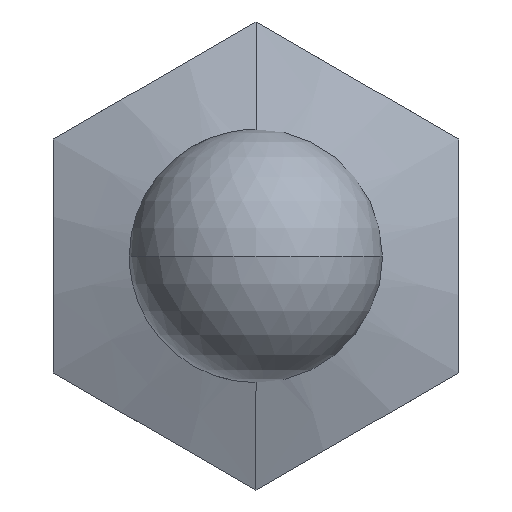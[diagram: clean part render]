
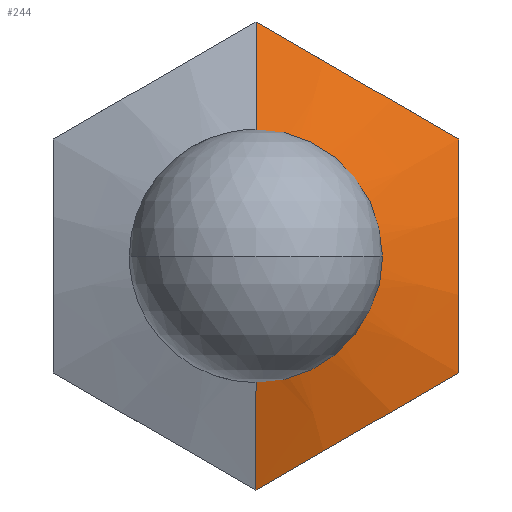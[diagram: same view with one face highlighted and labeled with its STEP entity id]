
A CAD part, front view. The second image highlights one B-rep face of the part: STEP entity #244.
In plain terms, the highlighted conical face has half-angle 70 degrees and reference radius 13.9 mm.
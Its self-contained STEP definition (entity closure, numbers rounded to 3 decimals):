
#6 = CARTESIAN_POINT ( 'NONE',  ( 12., -8.254, 2.321 ) ) ;
#8 = CARTESIAN_POINT ( 'NONE',  ( 2., -8.021, -12.702 ) ) ;
#19 = ORIENTED_EDGE ( 'NONE', *, *, #369, .T. ) ;
#20 = CARTESIAN_POINT ( 'NONE',  ( 1., -7.851, -13.279 ) ) ;
#33 = CARTESIAN_POINT ( 'NONE',  ( 12., -8.317, -1.145 ) ) ;
#38 = AXIS2_PLACEMENT_3D ( 'NONE', #215, #210, #202 ) ;
#44 = CARTESIAN_POINT ( 'NONE',  ( 0., -7.641, -13.856 ) ) ;
#55 = VECTOR ( 'NONE', #778, 1000. ) ;
#57 = CARTESIAN_POINT ( 'NONE',  ( 0., -7.641, 13.856 ) ) ;
#62 = CARTESIAN_POINT ( 'NONE',  ( 0., -7.641, -13.856 ) ) ;
#82 = ORIENTED_EDGE ( 'NONE', *, *, #259, .T. ) ;
#120 = CARTESIAN_POINT ( 'NONE',  ( 12., -7.641, 6.928 ) ) ;
#123 = CARTESIAN_POINT ( 'NONE',  ( 12., -8.255, -2.301 ) ) ;
#143 = EDGE_CURVE ( 'NONE', #685, #371, #707, .T. ) ;
#145 = VERTEX_POINT ( 'NONE', #807 ) ;
#146 = CARTESIAN_POINT ( 'NONE',  ( 12., -8.021, -4.618 ) ) ;
#161 = VERTEX_POINT ( 'NONE', #766 ) ;
#187 = CONICAL_SURFACE ( 'NONE', #775, 13.9, 1.222 ) ;
#202 = DIRECTION ( 'NONE',  ( 0., 0., 1. ) ) ;
#208 = EDGE_CURVE ( 'NONE', #145, #371, #840, .T. ) ;
#210 = DIRECTION ( 'NONE',  ( 0., 1., 0. ) ) ;
#215 = CARTESIAN_POINT ( 'NONE',  ( 0., -10.5, 0. ) ) ;
#238 = FACE_OUTER_BOUND ( 'NONE', #663, .T. ) ;
#240 = VERTEX_POINT ( 'NONE', #485 ) ;
#244 = ADVANCED_FACE ( 'NONE', ( #238 ), #187, .T. ) ;
#259 = EDGE_CURVE ( 'NONE', #240, #405, #403, .T. ) ;
#294 = CARTESIAN_POINT ( 'NONE',  ( 12., -7.85, -5.78 ) ) ;
#312 = EDGE_CURVE ( 'NONE', #685, #240, #457, .T. ) ;
#320 = CARTESIAN_POINT ( 'NONE',  ( 0., -7.625, -13.9 ) ) ;
#358 = DIRECTION ( 'NONE',  ( 0., 0.342, -0.94 ) ) ;
#368 = B_SPLINE_CURVE_WITH_KNOTS ( 'NONE', 3,
 ( #466, #294, #146, #123, #33, #668, #6, #972, #546, #120 ),
 .UNSPECIFIED., .F., .F.,
 ( 4, 2, 2, 2, 4 ),
 ( 0.012, 0.015, 0.019, 0.022, 0.026 ),
 .UNSPECIFIED. ) ;
#369 = EDGE_CURVE ( 'NONE', #405, #161, #1002, .T. ) ;
#371 = VERTEX_POINT ( 'NONE', #57 ) ;
#376 = DIRECTION ( 'NONE',  ( 0., 1., 0. ) ) ;
#397 = CARTESIAN_POINT ( 'NONE',  ( 0., -7.625, 0. ) ) ;
#403 = LINE ( 'NONE', #320, #636 ) ;
#405 = VERTEX_POINT ( 'NONE', #62 ) ;
#422 = EDGE_CURVE ( 'NONE', #161, #145, #368, .T. ) ;
#453 = CARTESIAN_POINT ( 'NONE',  ( 12., -7.641, -6.928 ) ) ;
#457 = CIRCLE ( 'NONE', #38, 6. ) ;
#466 = CARTESIAN_POINT ( 'NONE',  ( 12., -7.641, -6.928 ) ) ;
#469 = CARTESIAN_POINT ( 'NONE',  ( 11., -7.851, -7.506 ) ) ;
#485 = CARTESIAN_POINT ( 'NONE',  ( 0., -10.5, -6. ) ) ;
#499 = CARTESIAN_POINT ( 'NONE',  ( 0., -7.641, 13.856 ) ) ;
#502 = CARTESIAN_POINT ( 'NONE',  ( 1., -7.851, 13.279 ) ) ;
#504 = CARTESIAN_POINT ( 'NONE',  ( 2., -8.021, 12.702 ) ) ;
#512 = CARTESIAN_POINT ( 'NONE',  ( 4., -8.254, 11.547 ) ) ;
#515 = CARTESIAN_POINT ( 'NONE',  ( 6., -8.378, 10.392 ) ) ;
#521 = CARTESIAN_POINT ( 'NONE',  ( 8., -8.254, 9.238 ) ) ;
#531 = CARTESIAN_POINT ( 'NONE',  ( 10., -8.021, 8.083 ) ) ;
#539 = DIRECTION ( 'NONE',  ( 0., 0., 1. ) ) ;
#546 = CARTESIAN_POINT ( 'NONE',  ( 12., -7.85, 5.778 ) ) ;
#561 = CARTESIAN_POINT ( 'NONE',  ( 0., -10.5, 6. ) ) ;
#589 = CARTESIAN_POINT ( 'NONE',  ( 12., -7.641, 6.928 ) ) ;
#636 = VECTOR ( 'NONE', #358, 1000. ) ;
#656 = CARTESIAN_POINT ( 'NONE',  ( 11., -7.851, 7.506 ) ) ;
#663 = EDGE_LOOP ( 'NONE', ( #824, #82, #19, #877, #928, #758 ) ) ;
#668 = CARTESIAN_POINT ( 'NONE',  ( 12., -8.316, 1.167 ) ) ;
#685 = VERTEX_POINT ( 'NONE', #561 ) ;
#707 = LINE ( 'NONE', #772, #55 ) ;
#728 = CARTESIAN_POINT ( 'NONE',  ( 10., -8.021, -8.083 ) ) ;
#747 = CARTESIAN_POINT ( 'NONE',  ( 8., -8.254, -9.238 ) ) ;
#758 = ORIENTED_EDGE ( 'NONE', *, *, #143, .F. ) ;
#766 = CARTESIAN_POINT ( 'NONE',  ( 12., -7.641, -6.928 ) ) ;
#772 = CARTESIAN_POINT ( 'NONE',  ( 0., -7.625, 13.9 ) ) ;
#775 = AXIS2_PLACEMENT_3D ( 'NONE', #397, #376, #539 ) ;
#778 = DIRECTION ( 'NONE',  ( 0., 0.342, 0.94 ) ) ;
#807 = CARTESIAN_POINT ( 'NONE',  ( 12., -7.641, 6.928 ) ) ;
#824 = ORIENTED_EDGE ( 'NONE', *, *, #312, .T. ) ;
#834 = CARTESIAN_POINT ( 'NONE',  ( 4., -8.254, -11.547 ) ) ;
#840 = B_SPLINE_CURVE_WITH_KNOTS ( 'NONE', 3,
 ( #589, #656, #531, #521, #515, #512, #504, #502, #499 ),
 .UNSPECIFIED., .F., .F.,
 ( 4, 2, 1, 2, 4 ),
 ( 0., 0.003, 0.007, 0.01, 0.014 ),
 .UNSPECIFIED. ) ;
#858 = CARTESIAN_POINT ( 'NONE',  ( 6., -8.378, -10.392 ) ) ;
#877 = ORIENTED_EDGE ( 'NONE', *, *, #422, .T. ) ;
#928 = ORIENTED_EDGE ( 'NONE', *, *, #208, .T. ) ;
#972 = CARTESIAN_POINT ( 'NONE',  ( 12., -8.02, 4.626 ) ) ;
#1002 = B_SPLINE_CURVE_WITH_KNOTS ( 'NONE', 3,
 ( #44, #20, #8, #834, #858, #747, #728, #469, #453 ),
 .UNSPECIFIED., .F., .F.,
 ( 4, 2, 1, 2, 4 ),
 ( 0., 0.003, 0.007, 0.01, 0.014 ),
 .UNSPECIFIED. ) ;
